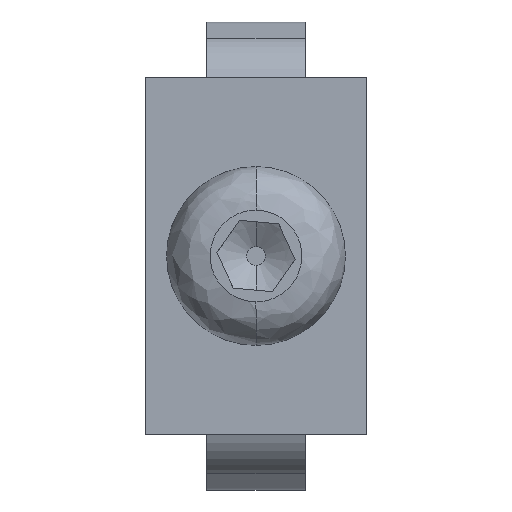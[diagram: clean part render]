
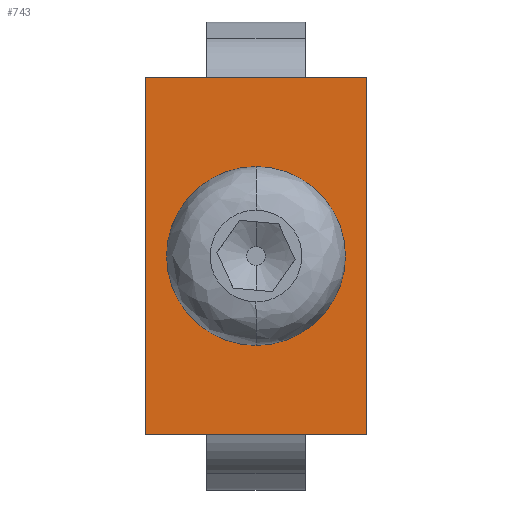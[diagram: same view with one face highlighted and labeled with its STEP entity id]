
A CAD part, front view. The second image highlights one B-rep face of the part: STEP entity #743.
In plain terms, the highlighted planar face has unit normal (0, -1, 0).
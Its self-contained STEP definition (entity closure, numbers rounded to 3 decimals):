
#89 = AXIS2_PLACEMENT_3D ( 'NONE', #1057, #923, #1067 ) ;
#91 = DIRECTION ( 'NONE',  ( 1., 0., 0. ) ) ;
#140 = LINE ( 'NONE', #779, #536 ) ;
#147 = LINE ( 'NONE', #1263, #1284 ) ;
#149 = ORIENTED_EDGE ( 'NONE', *, *, #1461, .F. ) ;
#155 = CARTESIAN_POINT ( 'NONE',  ( 6.5, 0., 10.5 ) ) ;
#191 = EDGE_CURVE ( 'NONE', #982, #237, #1206, .T. ) ;
#205 = VECTOR ( 'NONE', #91, 1000. ) ;
#237 = VERTEX_POINT ( 'NONE', #768 ) ;
#288 = LINE ( 'NONE', #498, #1540 ) ;
#351 = DIRECTION ( 'NONE',  ( -1., 0., 0. ) ) ;
#381 = ORIENTED_EDGE ( 'NONE', *, *, #191, .F. ) ;
#390 = DIRECTION ( 'NONE',  ( 0., 0., 1. ) ) ;
#392 = DIRECTION ( 'NONE',  ( 0., 0., -1. ) ) ;
#394 = CARTESIAN_POINT ( 'NONE',  ( -6.5, 0., -10.5 ) ) ;
#411 = EDGE_CURVE ( 'NONE', #452, #1760, #147, .T. ) ;
#427 = ORIENTED_EDGE ( 'NONE', *, *, #411, .F. ) ;
#444 = FACE_BOUND ( 'NONE', #474, .T. ) ;
#452 = VERTEX_POINT ( 'NONE', #394 ) ;
#474 = EDGE_LOOP ( 'NONE', ( #149, #381 ) ) ;
#498 = CARTESIAN_POINT ( 'NONE',  ( 6.5, 0., -10.5 ) ) ;
#531 = AXIS2_PLACEMENT_3D ( 'NONE', #747, #1717, #390 ) ;
#536 = VECTOR ( 'NONE', #351, 1000. ) ;
#559 = FACE_OUTER_BOUND ( 'NONE', #769, .T. ) ;
#578 = CARTESIAN_POINT ( 'NONE',  ( 0., 0., 0. ) ) ;
#638 = CARTESIAN_POINT ( 'NONE',  ( -6.5, 0., 10.5 ) ) ;
#743 = ADVANCED_FACE ( 'NONE', ( #444, #559 ), #1586, .F. ) ;
#747 = CARTESIAN_POINT ( 'NONE',  ( 0., 0., 0. ) ) ;
#768 = CARTESIAN_POINT ( 'NONE',  ( 0., 0., -5.25 ) ) ;
#769 = EDGE_LOOP ( 'NONE', ( #427, #1338, #1677, #926 ) ) ;
#779 = CARTESIAN_POINT ( 'NONE',  ( -6.5, 0., -10.5 ) ) ;
#900 = AXIS2_PLACEMENT_3D ( 'NONE', #578, #1573, #1407 ) ;
#906 = CARTESIAN_POINT ( 'NONE',  ( 6.5, 0., 10.5 ) ) ;
#923 = DIRECTION ( 'NONE',  ( 0., -1., 0. ) ) ;
#926 = ORIENTED_EDGE ( 'NONE', *, *, #1242, .F. ) ;
#956 = LINE ( 'NONE', #906, #205 ) ;
#978 = CARTESIAN_POINT ( 'NONE',  ( 0., 0., 5.25 ) ) ;
#982 = VERTEX_POINT ( 'NONE', #978 ) ;
#1057 = CARTESIAN_POINT ( 'NONE',  ( 0., 0., 0. ) ) ;
#1067 = DIRECTION ( 'NONE',  ( 0., 0., -1. ) ) ;
#1100 = VERTEX_POINT ( 'NONE', #155 ) ;
#1202 = CARTESIAN_POINT ( 'NONE',  ( 6.5, 0., -10.5 ) ) ;
#1206 = CIRCLE ( 'NONE', #89, 5.25 ) ;
#1242 = EDGE_CURVE ( 'NONE', #1760, #1100, #956, .T. ) ;
#1262 = EDGE_CURVE ( 'NONE', #1726, #452, #140, .T. ) ;
#1263 = CARTESIAN_POINT ( 'NONE',  ( -6.5, 0., 10.5 ) ) ;
#1284 = VECTOR ( 'NONE', #1784, 1000. ) ;
#1338 = ORIENTED_EDGE ( 'NONE', *, *, #1262, .F. ) ;
#1407 = DIRECTION ( 'NONE',  ( 0., 0., -1. ) ) ;
#1461 = EDGE_CURVE ( 'NONE', #237, #982, #1525, .T. ) ;
#1525 = CIRCLE ( 'NONE', #900, 5.25 ) ;
#1540 = VECTOR ( 'NONE', #392, 1000. ) ;
#1573 = DIRECTION ( 'NONE',  ( 0., -1., 0. ) ) ;
#1586 = PLANE ( 'NONE',  #531 ) ;
#1677 = ORIENTED_EDGE ( 'NONE', *, *, #1795, .F. ) ;
#1717 = DIRECTION ( 'NONE',  ( 0., 1., 0. ) ) ;
#1726 = VERTEX_POINT ( 'NONE', #1202 ) ;
#1760 = VERTEX_POINT ( 'NONE', #638 ) ;
#1784 = DIRECTION ( 'NONE',  ( 0., 0., 1. ) ) ;
#1795 = EDGE_CURVE ( 'NONE', #1100, #1726, #288, .T. ) ;
